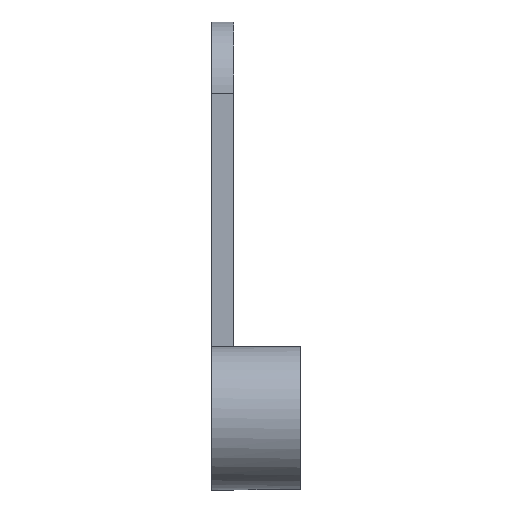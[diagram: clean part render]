
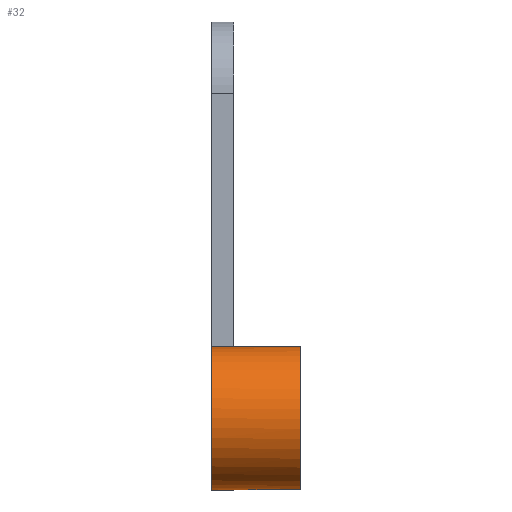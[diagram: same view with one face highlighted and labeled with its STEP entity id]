
A CAD part, left-side view. The second image highlights one B-rep face of the part: STEP entity #32.
In plain terms, the highlighted cylindrical face has radius 6.5 mm (diameter 13 mm), a full revolution.
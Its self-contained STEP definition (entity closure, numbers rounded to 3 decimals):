
#32=ADVANCED_FACE('',(#66),#392,.T.);
#66=FACE_OUTER_BOUND('',#90,.T.);
#90=EDGE_LOOP('',(#176,#177,#178,#179,#180,#181,#182,#183));
#176=ORIENTED_EDGE('',*,*,#278,.F.);
#177=ORIENTED_EDGE('',*,*,#281,.T.);
#178=ORIENTED_EDGE('',*,*,#249,.T.);
#179=ORIENTED_EDGE('',*,*,#280,.T.);
#180=ORIENTED_EDGE('',*,*,#282,.T.);
#181=ORIENTED_EDGE('',*,*,#224,.F.);
#182=ORIENTED_EDGE('',*,*,#282,.F.);
#183=ORIENTED_EDGE('',*,*,#279,.T.);
#224=EDGE_CURVE('',#344,#344,#284,.T.);
#249=EDGE_CURVE('',#381,#382,#309,.T.);
#278=EDGE_CURVE('',#379,#380,#338,.T.);
#279=EDGE_CURVE('',#383,#380,#339,.T.);
#280=EDGE_CURVE('',#382,#383,#340,.T.);
#281=EDGE_CURVE('',#379,#381,#341,.T.);
#282=EDGE_CURVE('',#383,#344,#342,.T.);
#284=(
BOUNDED_CURVE()
B_SPLINE_CURVE(2,(#606,#607,#608,#609,#610,#611,#612,#613,#614),
 .UNSPECIFIED.,.T.,.F.)
B_SPLINE_CURVE_WITH_KNOTS((3,2,2,2,3),(0.,10.21,20.42,
30.631,40.841),.UNSPECIFIED.)
CURVE()
GEOMETRIC_REPRESENTATION_ITEM()
RATIONAL_B_SPLINE_CURVE((1.,0.707,1.,0.707,1.,0.707,
1.,0.707,1.))
REPRESENTATION_ITEM('')
);
#309=(
BOUNDED_CURVE()
B_SPLINE_CURVE(1,(#725,#726),.UNSPECIFIED.,.F.,.F.)
B_SPLINE_CURVE_WITH_KNOTS((2,2),(0.,2.),.UNSPECIFIED.)
CURVE()
GEOMETRIC_REPRESENTATION_ITEM()
RATIONAL_B_SPLINE_CURVE((1.,1.))
REPRESENTATION_ITEM('')
);
#338=(
BOUNDED_CURVE()
B_SPLINE_CURVE(1,(#857,#858),.UNSPECIFIED.,.F.,.F.)
B_SPLINE_CURVE_WITH_KNOTS((2,2),(0.,2.),.UNSPECIFIED.)
CURVE()
GEOMETRIC_REPRESENTATION_ITEM()
RATIONAL_B_SPLINE_CURVE((1.,1.))
REPRESENTATION_ITEM('')
);
#339=(
BOUNDED_CURVE()
B_SPLINE_CURVE(2,(#859,#860,#861),.UNSPECIFIED.,.F.,.F.)
B_SPLINE_CURVE_WITH_KNOTS((3,3),(0.,9.8),.UNSPECIFIED.)
CURVE()
GEOMETRIC_REPRESENTATION_ITEM()
RATIONAL_B_SPLINE_CURVE((1.,0.727,1.))
REPRESENTATION_ITEM('')
);
#340=(
BOUNDED_CURVE()
B_SPLINE_CURVE(2,(#862,#863,#864),.UNSPECIFIED.,.F.,.F.)
B_SPLINE_CURVE_WITH_KNOTS((3,3),(30.631,40.841),
 .UNSPECIFIED.)
CURVE()
GEOMETRIC_REPRESENTATION_ITEM()
RATIONAL_B_SPLINE_CURVE((1.,0.707,1.))
REPRESENTATION_ITEM('')
);
#341=(
BOUNDED_CURVE()
B_SPLINE_CURVE(2,(#865,#866,#867,#868,#869,#870,#871,#872,#873),
 .UNSPECIFIED.,.F.,.F.)
B_SPLINE_CURVE_WITH_KNOTS((3,2,2,2,3),(9.8,10.21,
20.42,30.631,30.631),.UNSPECIFIED.)
CURVE()
GEOMETRIC_REPRESENTATION_ITEM()
RATIONAL_B_SPLINE_CURVE((1.,1.,1.,0.707,1.,0.707,
1.,1.,1.))
REPRESENTATION_ITEM('')
);
#342=(
BOUNDED_CURVE()
B_SPLINE_CURVE(1,(#874,#875),.UNSPECIFIED.,.F.,.F.)
B_SPLINE_CURVE_WITH_KNOTS((2,2),(2.,8.),.UNSPECIFIED.)
CURVE()
GEOMETRIC_REPRESENTATION_ITEM()
RATIONAL_B_SPLINE_CURVE((1.,1.))
REPRESENTATION_ITEM('')
);
#344=VERTEX_POINT('',#566);
#379=VERTEX_POINT('',#601);
#380=VERTEX_POINT('',#602);
#381=VERTEX_POINT('',#603);
#382=VERTEX_POINT('',#604);
#383=VERTEX_POINT('',#605);
#392=CYLINDRICAL_SURFACE('',#512,6.5);
#512=AXIS2_PLACEMENT_3D('',#562,#537,$);
#537=DIRECTION('',(0.,-1.,0.));
#562=CARTESIAN_POINT('',(-48.5,147.,137.));
#566=CARTESIAN_POINT('',(-42.,143.,137.));
#601=CARTESIAN_POINT('',(-48.127,151.,143.489));
#602=CARTESIAN_POINT('',(-48.127,149.,143.489));
#603=CARTESIAN_POINT('',(-48.5,151.,130.5));
#604=CARTESIAN_POINT('',(-48.5,149.,130.5));
#605=CARTESIAN_POINT('',(-42.,149.,137.));
#606=CARTESIAN_POINT('',(-42.,143.,137.));
#607=CARTESIAN_POINT('',(-42.,143.,143.5));
#608=CARTESIAN_POINT('',(-48.5,143.,143.5));
#609=CARTESIAN_POINT('',(-55.,143.,143.5));
#610=CARTESIAN_POINT('',(-55.,143.,137.));
#611=CARTESIAN_POINT('',(-55.,143.,130.5));
#612=CARTESIAN_POINT('',(-48.5,143.,130.5));
#613=CARTESIAN_POINT('',(-42.,143.,130.5));
#614=CARTESIAN_POINT('',(-42.,143.,137.));
#725=CARTESIAN_POINT('',(-48.5,151.,130.5));
#726=CARTESIAN_POINT('',(-48.5,149.,130.5));
#857=CARTESIAN_POINT('',(-48.127,151.,143.489));
#858=CARTESIAN_POINT('',(-48.127,149.,143.489));
#859=CARTESIAN_POINT('',(-42.,149.,137.));
#860=CARTESIAN_POINT('',(-42.,149.,143.137));
#861=CARTESIAN_POINT('',(-48.127,149.,143.489));
#862=CARTESIAN_POINT('',(-48.5,149.,130.5));
#863=CARTESIAN_POINT('',(-42.,149.,130.5));
#864=CARTESIAN_POINT('',(-42.,149.,137.));
#865=CARTESIAN_POINT('',(-48.127,151.,143.489));
#866=CARTESIAN_POINT('',(-48.313,151.,143.5));
#867=CARTESIAN_POINT('',(-48.5,151.,143.5));
#868=CARTESIAN_POINT('',(-55.,151.,143.5));
#869=CARTESIAN_POINT('',(-55.,151.,137.));
#870=CARTESIAN_POINT('',(-55.,151.,130.5));
#871=CARTESIAN_POINT('',(-48.5,151.,130.5));
#872=CARTESIAN_POINT('',(-48.5,151.,130.5));
#873=CARTESIAN_POINT('',(-48.5,151.,130.5));
#874=CARTESIAN_POINT('',(-42.,149.,137.));
#875=CARTESIAN_POINT('',(-42.,143.,137.));
